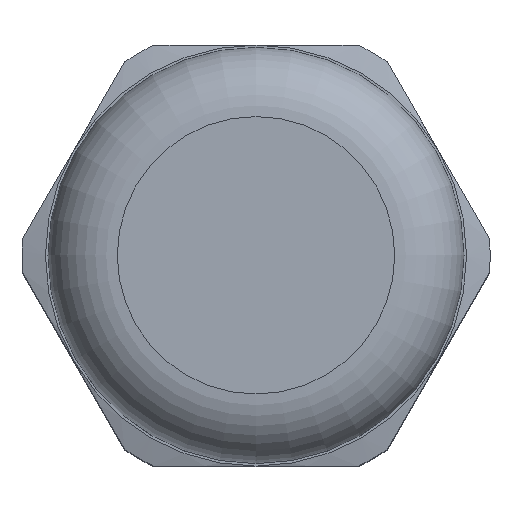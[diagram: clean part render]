
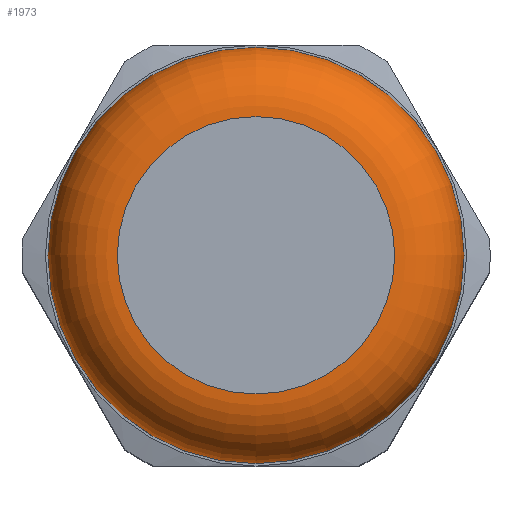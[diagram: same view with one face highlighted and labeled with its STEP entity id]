
A CAD part, top view. The second image highlights one B-rep face of the part: STEP entity #1973.
In plain terms, the highlighted toroidal (fillet/blend) face has major radius 5.6 mm and minor radius 2.8 mm.
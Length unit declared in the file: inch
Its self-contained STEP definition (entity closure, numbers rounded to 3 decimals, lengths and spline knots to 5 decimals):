
#988=CARTESIAN_POINT('',(0.0,0.22047,1.53274));
#989=VERTEX_POINT('',#988);
#990=CARTESIAN_POINT('',(0.0,0.0,1.53274));
#991=DIRECTION('',(0.0,0.0,-1.0));
#992=DIRECTION('',(0.0,1.0,0.0));
#993=AXIS2_PLACEMENT_3D('',#990,#991,#992);
#994=CIRCLE('',#993,0.22047);
#995=EDGE_CURVE('',#989,#989,#994,.T.);
#1954=CARTESIAN_POINT('',(0.0,0.0,1.4225));
#1955=DIRECTION('',(0.0,0.0,-1.0));
#1956=DIRECTION('',(-1.0,0.0,0.0));
#1957=AXIS2_PLACEMENT_3D('',#1954,#1955,#1956);
#1958=TOROIDAL_SURFACE('',#1957,0.22047,0.11024);
#1959=CARTESIAN_POINT('',(0.0,0.33071,1.4225));
#1960=VERTEX_POINT('',#1959);
#1961=CARTESIAN_POINT('',(0.0,0.0,1.4225));
#1962=DIRECTION('',(0.0,0.0,-1.0));
#1963=DIRECTION('',(0.0,1.0,0.0));
#1964=AXIS2_PLACEMENT_3D('',#1961,#1962,#1963);
#1965=CIRCLE('',#1964,0.33071);
#1966=EDGE_CURVE('',#1960,#1960,#1965,.T.);
#1967=ORIENTED_EDGE('',*,*,#1966,.F.);
#1968=EDGE_LOOP('',(#1967));
#1969=FACE_OUTER_BOUND('',#1968,.T.);
#1970=ORIENTED_EDGE('',*,*,#995,.T.);
#1971=EDGE_LOOP('',(#1970));
#1972=FACE_BOUND('',#1971,.T.);
#1973=ADVANCED_FACE('',(#1969,#1972),#1958,.T.);
